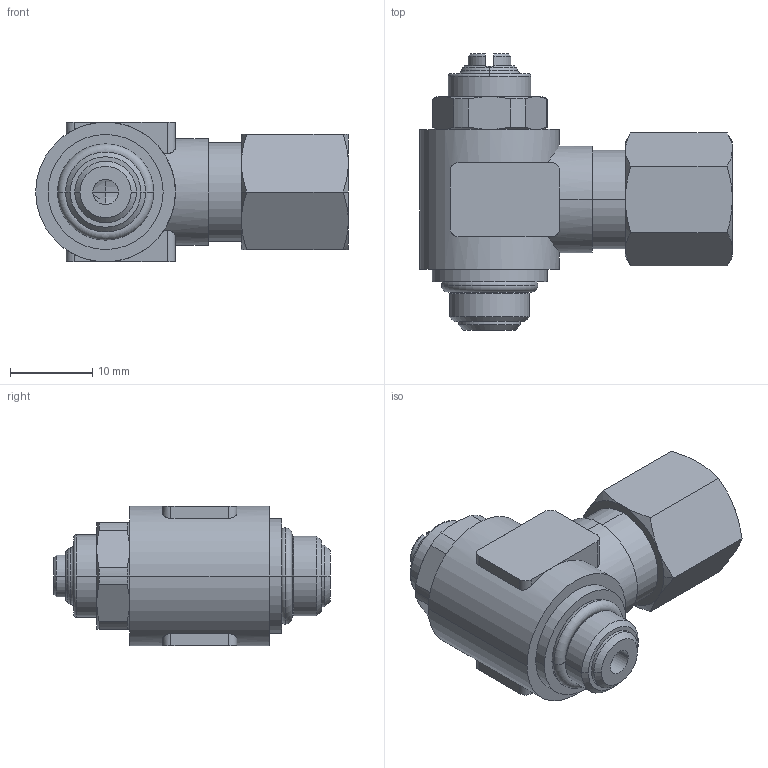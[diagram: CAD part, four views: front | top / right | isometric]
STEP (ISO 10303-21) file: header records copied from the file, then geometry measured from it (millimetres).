
FILE_DESCRIPTION(('STEP AP214'),'1');
FILE_NAME('7160_08_10.stp','2016-07-07T14:53:26',('TraceParts'),('TraceParts S.A.'),'Spatial InterOp 3D',' ',' ');
FILE_SCHEMA(('automotive_design'));
Length unit declared in the file: millimetre
Products named in the file (1): 1
Bounding box: 38.03 x 33.6 x 17 mm (x, y, z)
Volume: 7416.1 mm3; surface area: 3997 mm2
Topology: 1 solids, 1 shells, 147 faces, 358 edges, 221 vertices
Faces by surface type: cone 46, plane 45, cylinder 42, torus 14
Entity records: 4638 total; most frequent: CARTESIAN_POINT 1245, DIRECTION 745, ORIENTED_EDGE 712, EDGE_CURVE 356, AXIS2_PLACEMENT_3D 317, VERTEX_POINT 221, CIRCLE 169, EDGE_LOOP 159
